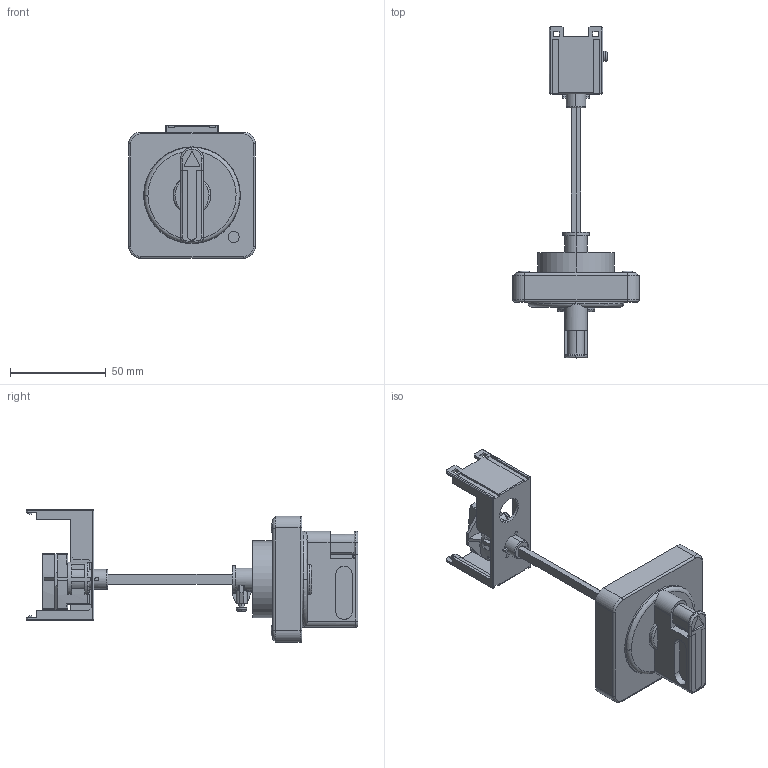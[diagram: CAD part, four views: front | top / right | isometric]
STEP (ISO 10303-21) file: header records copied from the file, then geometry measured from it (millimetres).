
FILE_DESCRIPTION (( 'STEP AP203' ), '1' );
FILE_NAME ('HPX1-EHRN3R-GY1.step', '2022-11-01T18:18:07', ( '' ), ( '' ), 'SwSTEP 2.0', 'SolidWorks 2021', '' );
FILE_SCHEMA (( 'CONFIG_CONTROL_DESIGN' ));
Length unit declared in the file: inch
Products named in the file (1): HPX1-EHRN3R-GY1
Bounding box: 66 x 173.2 x 69.4 mm (x, y, z)
Volume: 103384.5 mm3; surface area: 39534 mm2
Topology: 3 solids, 3 shells, 774 faces, 2179 edges, 1424 vertices
Faces by surface type: plane 474, cylinder 205, torus 70, bspline 11, sphere 10, cone 4
Entity records: 30038 total; most frequent: CARTESIAN_POINT 10905, ORIENTED_EDGE 4336, DIRECTION 3407, EDGE_CURVE 2168, VERTEX_POINT 1424, LINE 1309, VECTOR 1309, AXIS2_PLACEMENT_3D 1049
